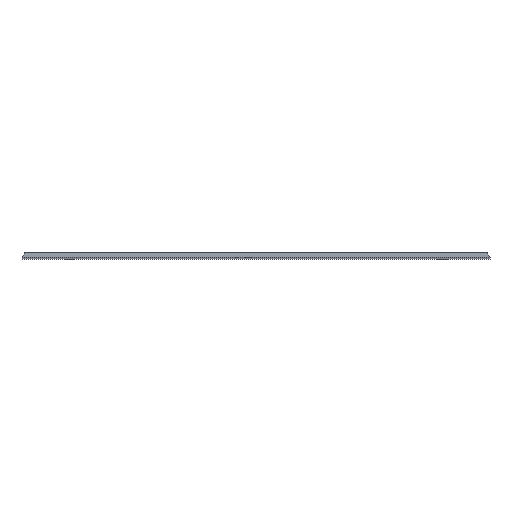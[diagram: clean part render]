
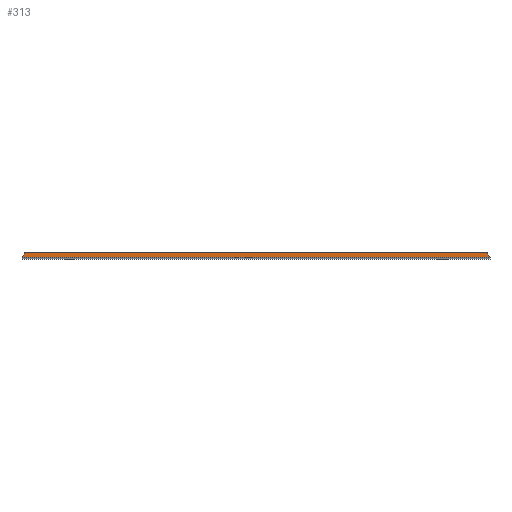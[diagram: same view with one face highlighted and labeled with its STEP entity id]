
A CAD part, top view. The second image highlights one B-rep face of the part: STEP entity #313.
In plain terms, the highlighted planar face has unit normal (0, 0, 1).
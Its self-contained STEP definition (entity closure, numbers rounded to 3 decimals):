
#11 = LINE ( 'NONE', #739, #409 ) ;
#59 = ORIENTED_EDGE ( 'NONE', *, *, #61, .T. ) ;
#61 = EDGE_CURVE ( 'NONE', #246, #97, #70, .T. ) ;
#62 = ORIENTED_EDGE ( 'NONE', *, *, #135, .T. ) ;
#70 = LINE ( 'NONE', #483, #415 ) ;
#91 = CARTESIAN_POINT ( 'NONE',  ( 0., 0., 0. ) ) ;
#97 = VERTEX_POINT ( 'NONE', #207 ) ;
#101 = DIRECTION ( 'NONE',  ( 1., 0., 0. ) ) ;
#105 = EDGE_CURVE ( 'NONE', #97, #122, #331, .T. ) ;
#116 = VECTOR ( 'NONE', #500, 1000. ) ;
#122 = VERTEX_POINT ( 'NONE', #555 ) ;
#135 = EDGE_CURVE ( 'NONE', #122, #283, #749, .T. ) ;
#136 = DIRECTION ( 'NONE',  ( -1., 0., 0. ) ) ;
#199 = CARTESIAN_POINT ( 'NONE',  ( 96.915, 1., 0. ) ) ;
#203 = DIRECTION ( 'NONE',  ( 1., 0., 0. ) ) ;
#207 = CARTESIAN_POINT ( 'NONE',  ( -96.845, 1., 0. ) ) ;
#218 = ORIENTED_EDGE ( 'NONE', *, *, #105, .T. ) ;
#220 = EDGE_CURVE ( 'NONE', #283, #246, #11, .T. ) ;
#246 = VERTEX_POINT ( 'NONE', #199 ) ;
#263 = PLANE ( 'NONE',  #544 ) ;
#268 = DIRECTION ( 'NONE',  ( 0., 0., 1. ) ) ;
#283 = VERTEX_POINT ( 'NONE', #335 ) ;
#313 = ADVANCED_FACE ( 'NONE', ( #621 ), #263, .T. ) ;
#326 = DIRECTION ( 'NONE',  ( -0.5, 0.866, 0. ) ) ;
#331 = LINE ( 'NONE', #392, #116 ) ;
#335 = CARTESIAN_POINT ( 'NONE',  ( 98.07, -1., 0. ) ) ;
#376 = VECTOR ( 'NONE', #101, 1000. ) ;
#385 = ORIENTED_EDGE ( 'NONE', *, *, #220, .T. ) ;
#392 = CARTESIAN_POINT ( 'NONE',  ( -98., -1., 0. ) ) ;
#409 = VECTOR ( 'NONE', #326, 1000. ) ;
#415 = VECTOR ( 'NONE', #136, 1000. ) ;
#429 = EDGE_LOOP ( 'NONE', ( #62, #385, #59, #218 ) ) ;
#483 = CARTESIAN_POINT ( 'NONE',  ( -96.845, 1., 0. ) ) ;
#500 = DIRECTION ( 'NONE',  ( -0.5, -0.866, 0. ) ) ;
#544 = AXIS2_PLACEMENT_3D ( 'NONE', #91, #268, #203 ) ;
#555 = CARTESIAN_POINT ( 'NONE',  ( -98., -1., 0. ) ) ;
#621 = FACE_OUTER_BOUND ( 'NONE', #429, .T. ) ;
#630 = CARTESIAN_POINT ( 'NONE',  ( -98., -1., 0. ) ) ;
#739 = CARTESIAN_POINT ( 'NONE',  ( 98.07, -1., 0. ) ) ;
#749 = LINE ( 'NONE', #630, #376 ) ;
